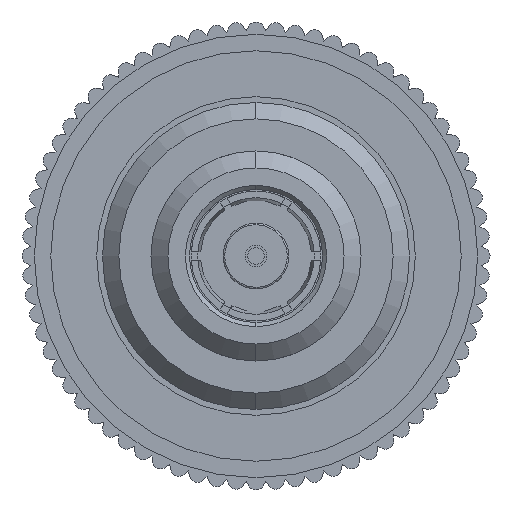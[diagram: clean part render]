
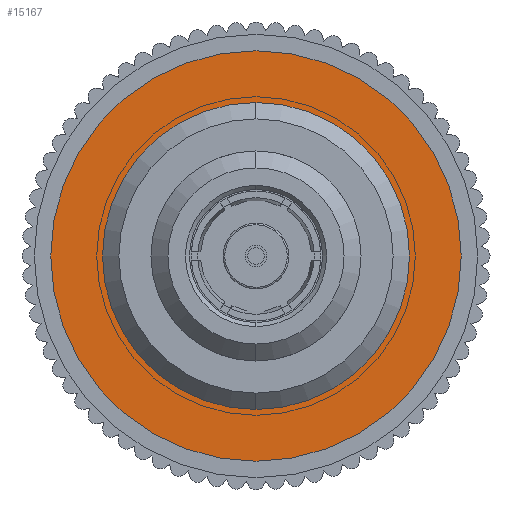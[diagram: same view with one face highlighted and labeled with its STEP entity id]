
A CAD part, left-side view. The second image highlights one B-rep face of the part: STEP entity #15167.
In plain terms, the highlighted face is planar.
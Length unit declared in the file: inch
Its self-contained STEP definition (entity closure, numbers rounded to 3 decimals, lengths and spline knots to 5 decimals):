
#223 = CIRCLE ( 'NONE', #3543, 0.187 ) ;
#534 = EDGE_LOOP ( 'NONE', ( #18442, #14471 ) ) ;
#806 = CARTESIAN_POINT ( 'NONE',  ( 0., 0., -0.572 ) ) ;
#1254 = CARTESIAN_POINT ( 'NONE',  ( 0., 0., -0.572 ) ) ;
#1852 = DIRECTION ( 'NONE',  ( -1., 0., 0. ) ) ;
#2248 = ORIENTED_EDGE ( 'NONE', *, *, #16629, .T. ) ;
#2383 = DIRECTION ( 'NONE',  ( -1., 0., 0. ) ) ;
#3408 = DIRECTION ( 'NONE',  ( 0., 0., -1. ) ) ;
#3543 = AXIS2_PLACEMENT_3D ( 'NONE', #13475, #6134, #10573 ) ;
#3774 = CIRCLE ( 'NONE', #4956, 0.25 ) ;
#4956 = AXIS2_PLACEMENT_3D ( 'NONE', #18641, #8327, #8146 ) ;
#5223 = CIRCLE ( 'NONE', #16067, 0.187 ) ;
#5350 = CARTESIAN_POINT ( 'NONE',  ( 0.25, 0., -0.572 ) ) ;
#5421 = CARTESIAN_POINT ( 'NONE',  ( 0.187, 0., -0.572 ) ) ;
#5685 = DIRECTION ( 'NONE',  ( -1., 0., 0. ) ) ;
#6134 = DIRECTION ( 'NONE',  ( 0., 0., -1. ) ) ;
#6547 = DIRECTION ( 'NONE',  ( 0., 0., -1. ) ) ;
#7063 = AXIS2_PLACEMENT_3D ( 'NONE', #806, #6547, #5685 ) ;
#7833 = EDGE_LOOP ( 'NONE', ( #8974, #2248 ) ) ;
#8146 = DIRECTION ( 'NONE',  ( -1., 0., 0. ) ) ;
#8261 = VERTEX_POINT ( 'NONE', #5350 ) ;
#8327 = DIRECTION ( 'NONE',  ( 0., 0., -1. ) ) ;
#8694 = VERTEX_POINT ( 'NONE', #5421 ) ;
#8974 = ORIENTED_EDGE ( 'NONE', *, *, #15244, .T. ) ;
#9584 = VERTEX_POINT ( 'NONE', #15803 ) ;
#10573 = DIRECTION ( 'NONE',  ( -1., 0., 0. ) ) ;
#11034 = EDGE_CURVE ( 'NONE', #9584, #8694, #223, .T. ) ;
#11135 = DIRECTION ( 'NONE',  ( 0., 0., -1. ) ) ;
#11593 = CARTESIAN_POINT ( 'NONE',  ( -0.25, 0., -0.572 ) ) ;
#13475 = CARTESIAN_POINT ( 'NONE',  ( 0., 0., -0.572 ) ) ;
#13523 = PLANE ( 'NONE',  #7063 ) ;
#14015 = VERTEX_POINT ( 'NONE', #11593 ) ;
#14168 = EDGE_CURVE ( 'NONE', #8694, #9584, #5223, .T. ) ;
#14471 = ORIENTED_EDGE ( 'NONE', *, *, #11034, .F. ) ;
#14942 = FACE_OUTER_BOUND ( 'NONE', #7833, .T. ) ;
#15167 = ADVANCED_FACE ( 'NONE', ( #14942, #16549 ), #13523, .T. ) ;
#15244 = EDGE_CURVE ( 'NONE', #14015, #8261, #3774, .T. ) ;
#15803 = CARTESIAN_POINT ( 'NONE',  ( -0.187, 0., -0.572 ) ) ;
#16067 = AXIS2_PLACEMENT_3D ( 'NONE', #16314, #3408, #1852 ) ;
#16314 = CARTESIAN_POINT ( 'NONE',  ( 0., 0., -0.572 ) ) ;
#16324 = AXIS2_PLACEMENT_3D ( 'NONE', #1254, #11135, #2383 ) ;
#16549 = FACE_BOUND ( 'NONE', #534, .T. ) ;
#16629 = EDGE_CURVE ( 'NONE', #8261, #14015, #16937, .T. ) ;
#16937 = CIRCLE ( 'NONE', #16324, 0.25 ) ;
#18442 = ORIENTED_EDGE ( 'NONE', *, *, #14168, .F. ) ;
#18641 = CARTESIAN_POINT ( 'NONE',  ( 0., 0., -0.572 ) ) ;
